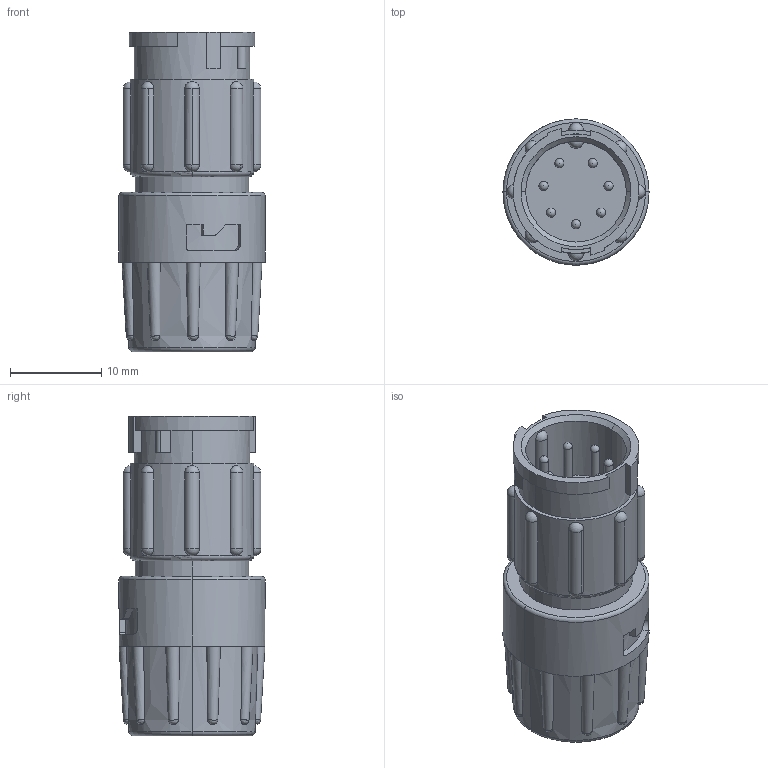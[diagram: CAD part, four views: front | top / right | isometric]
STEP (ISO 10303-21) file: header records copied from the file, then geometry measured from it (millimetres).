
FILE_DESCRIPTION (( 'STEP AP203' ), '1' );
FILE_NAME ('8280-7PG-3XX.STEP', '2017-04-19T21:44:18', ( '' ), ( '' ), 'SwSTEP 2.0', 'SolidWorks 2014', '' );
FILE_SCHEMA (( 'CONFIG_CONTROL_DESIGN' ));
Length unit declared in the file: inch
Products named in the file (1): 8280-7PG-3XX
Bounding box: 16 x 16 x 35.05 mm (x, y, z)
Volume: 4712.1 mm3; surface area: 2696.5 mm2
Topology: 1 solids, 1 shells, 165 faces, 495 edges, 316 vertices
Faces by surface type: cylinder 55, plane 49, sphere 30, bspline 20, torus 7, cone 4
Entity records: 9778 total; most frequent: CARTESIAN_POINT 5855, ORIENTED_EDGE 862, DIRECTION 731, EDGE_CURVE 431, AXIS2_PLACEMENT_3D 302, VERTEX_POINT 282, EDGE_LOOP 179, FACE_OUTER_BOUND 165
